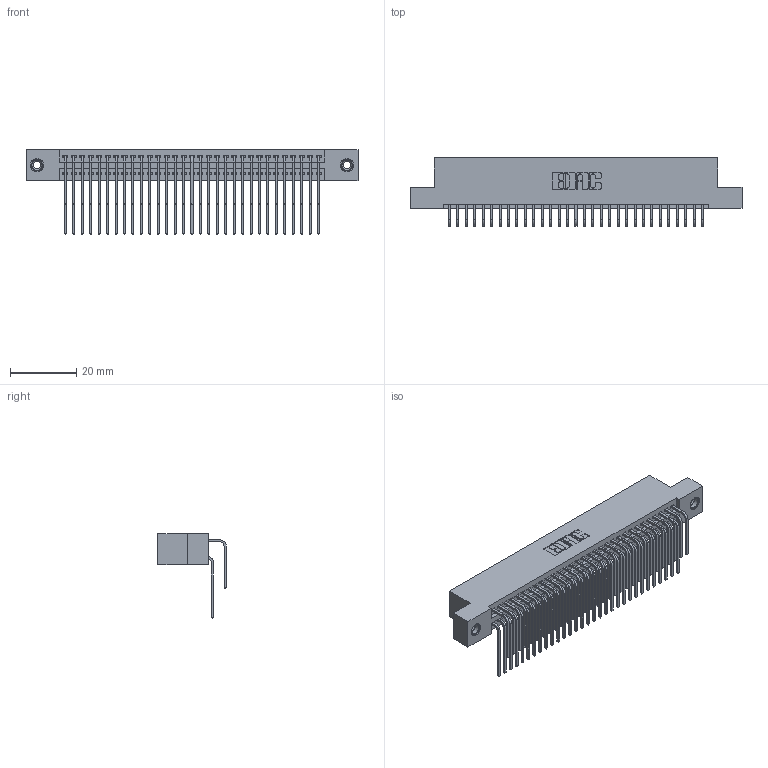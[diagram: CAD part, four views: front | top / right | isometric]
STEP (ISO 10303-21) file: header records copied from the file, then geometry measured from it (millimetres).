
FILE_DESCRIPTION (( 'STEP AP203' ), '1' );
FILE_NAME ('395-062-559-208.STEP', '2018-11-24T06:11:38', ( '' ), ( '' ), 'SwSTEP 2.0', 'SolidWorks 2016', '' );
FILE_SCHEMA (( 'CONFIG_CONTROL_DESIGN' ));
Length unit declared in the file: inch
Products named in the file (5): 345-292-001_559 Tail - 2; 345-292-001_558 559 Tail - 1; 345-250-001_345-250-003-102; 395-062-559-208; 345 Part_Flush Mounting Lugs - 0.156 Dia-TI
Assembly tree (65 placements, depth 2):
  395-062-559-208
    345 Part_Flush Mounting Lugs - 0.156 Dia-TI
    345-292-001_558 559 Tail - 1  x31
    345-292-001_559 Tail - 2  x31
    345-250-001_345-250-003-102  x2
Bounding box: 99.95 x 20.56 x 25.53 mm (x, y, z)
Volume: 9958.2 mm3; surface area: 16202.1 mm2
Topology: 65 solids, 65 shells, 3410 faces, 10087 edges, 6634 vertices
Faces by surface type: plane 2282, cylinder 1112, cone 12, torus 4
Entity records: 28642 total; most frequent: CARTESIAN_POINT 4838, ORIENTED_EDGE 4714, DIRECTION 4279, EDGE_CURVE 2357, LINE 2041, VECTOR 2041, VERTEX_POINT 1564, AXIS2_PLACEMENT_3D 1119
